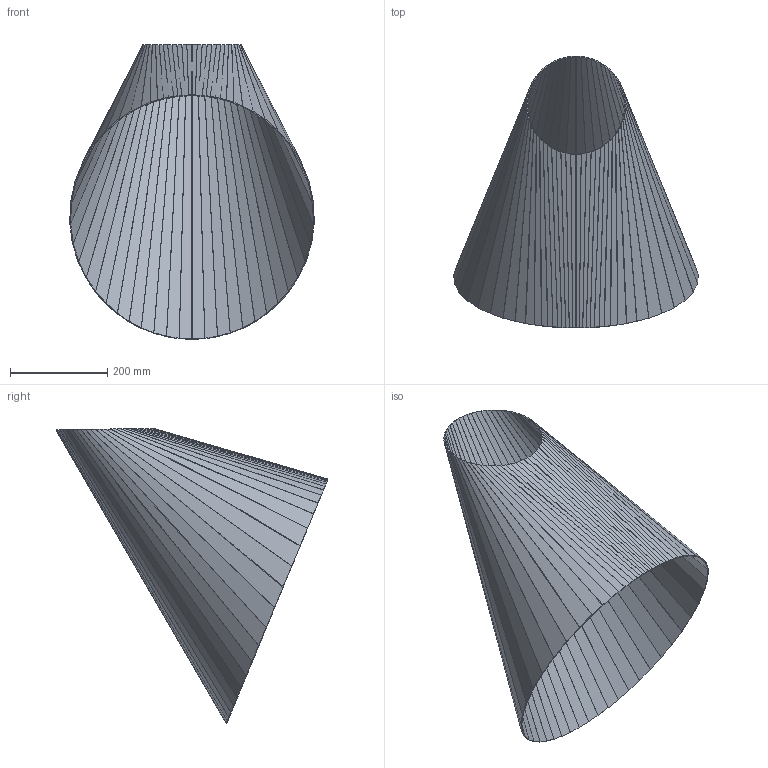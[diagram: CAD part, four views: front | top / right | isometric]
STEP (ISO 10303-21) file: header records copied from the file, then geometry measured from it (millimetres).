
FILE_DESCRIPTION(/* description */ (''),/* implementation_level */ '2;1');
FILE_NAME(/* name */ 'IV Konus.stp',/* time_stamp */ '2020-11-21T17:05:41+01:00',/* author */ ('hp'),/* organization */ (''),/* preprocessor_version */ 'ST-DEVELOPER v18.1',/* originating_system */ 'Autodesk Inventor 2020',/* authorisation */ '');
FILE_SCHEMA (('AUTOMOTIVE_DESIGN { 1 0 10303 214 3 1 1 }'));
Length unit declared in the file: millimetre
Products named in the file (1): IV Konus
Bounding box: 503.12 x 559.39 x 606.48 mm (x, y, z)
Volume: 1128869.4 mm3; surface area: 1134902.9 mm2
Topology: 1 solids, 1 shells, 494 faces, 988 edges, 496 vertices
Faces by surface type: plane 250, cylinder 122, bspline 122
Entity records: 13617 total; most frequent: CARTESIAN_POINT 3809, DIRECTION 1978, ORIENTED_EDGE 1976, EDGE_CURVE 988, LINE 744, VECTOR 744, AXIS2_PLACEMENT_3D 617, VERTEX_POINT 496
